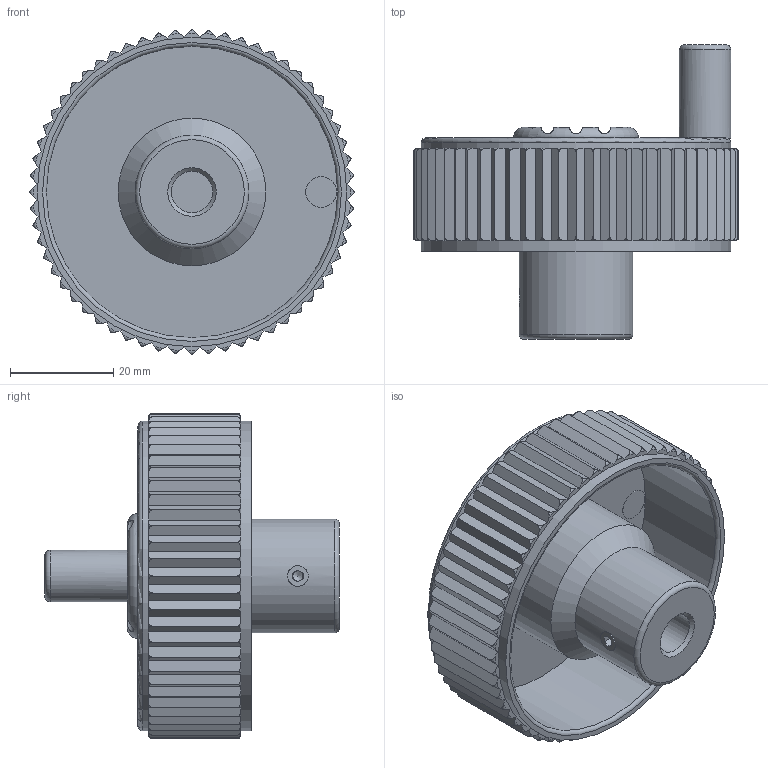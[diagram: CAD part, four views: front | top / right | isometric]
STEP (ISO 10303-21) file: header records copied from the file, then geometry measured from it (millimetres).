
FILE_DESCRIPTION( ( 'STEP AP214' ), '1' );
FILE_NAME( 'K0262.13086.stp', '2020-11-27T08:56:52', ( '' ), ( '' ), ' ', 'PARTsolutions', ' ' );
FILE_SCHEMA( ( 'AUTOMOTIVE_DESIGN { 1 0 10303 214 1 1 1 1 }' ) );
Length unit declared in the file: millimetre
Products named in the file (1): _K0262.13086
Bounding box: 63 x 56.98 x 63 mm (x, y, z)
Volume: 27958 mm3; surface area: 20470.1 mm2
Topology: 1 solids, 1 shells, 298 faces, 840 edges, 555 vertices
Faces by surface type: plane 150, torus 125, cylinder 16, cone 7
Full cylindrical faces by diameter (mm): 6 x1, 8 x1, 10 x1, 15.4 x1, 22 x2, 24.2 x1, 28.6 x1, 56.4 x1, 59.92 x2
Entity records: 13692 total; most frequent: CARTESIAN_POINT 4056, ORIENTED_EDGE 1622, DIRECTION 1324, EDGE_CURVE 811, VERTEX_POINT 548, AXIS2_PLACEMENT_3D 466, LINE 392, VECTOR 392
